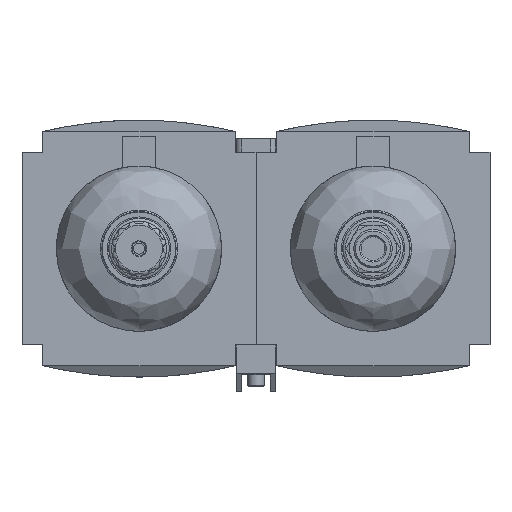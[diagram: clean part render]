
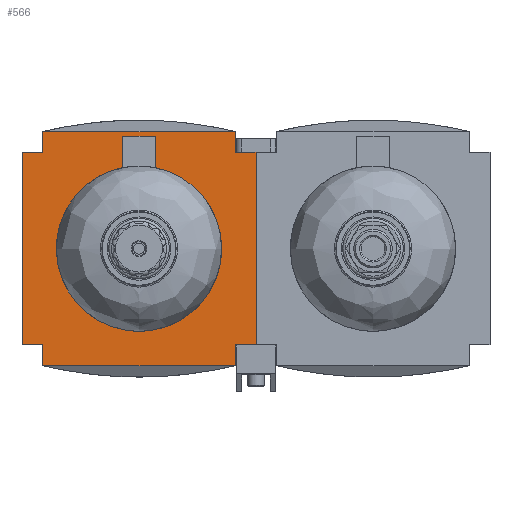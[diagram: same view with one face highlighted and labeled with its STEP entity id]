
A CAD part, front view. The second image highlights one B-rep face of the part: STEP entity #566.
In plain terms, the highlighted planar face has unit normal (0, -1, 0).
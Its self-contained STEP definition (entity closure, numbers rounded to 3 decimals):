
#566 = ADVANCED_FACE( '', ( #1744 ), #1745, .F. );
#1744 = FACE_OUTER_BOUND( '', #3965, .T. );
#1745 = PLANE( '', #3966 );
#3965 = EDGE_LOOP( '', ( #6909, #6910, #6911, #6912, #6913, #6914, #6915, #6916, #6917, #6918, #6919, #6920 ) );
#3966 = AXIS2_PLACEMENT_3D( '', #6921, #6922, #6923 );
#6909 = ORIENTED_EDGE( '', *, *, #14579, .F. );
#6910 = ORIENTED_EDGE( '', *, *, #14580, .F. );
#6911 = ORIENTED_EDGE( '', *, *, #14508, .F. );
#6912 = ORIENTED_EDGE( '', *, *, #14581, .T. );
#6913 = ORIENTED_EDGE( '', *, *, #14582, .F. );
#6914 = ORIENTED_EDGE( '', *, *, #14572, .T. );
#6915 = ORIENTED_EDGE( '', *, *, #14583, .F. );
#6916 = ORIENTED_EDGE( '', *, *, #14549, .T. );
#6917 = ORIENTED_EDGE( '', *, *, #14510, .T. );
#6918 = ORIENTED_EDGE( '', *, *, #14548, .F. );
#6919 = ORIENTED_EDGE( '', *, *, #14584, .F. );
#6920 = ORIENTED_EDGE( '', *, *, #14570, .T. );
#6921 = CARTESIAN_POINT( '', ( 0., -51., 103.36 ) );
#6922 = DIRECTION( '', ( 0., 1., 0. ) );
#6923 = DIRECTION( '', ( 0., 0., 1. ) );
#14508 = EDGE_CURVE( '', #17293, #17291, #17295, .T. );
#14510 = EDGE_CURVE( '', #17298, #17296, #17299, .T. );
#14548 = EDGE_CURVE( '', #17360, #17296, #17362, .T. );
#14549 = EDGE_CURVE( '', #17363, #17298, #17364, .T. );
#14570 = EDGE_CURVE( '', #17397, #17398, #17399, .T. );
#14572 = EDGE_CURVE( '', #17401, #17402, #17403, .T. );
#14579 = EDGE_CURVE( '', #17414, #17398, #17415, .T. );
#14580 = EDGE_CURVE( '', #17291, #17414, #17416, .T. );
#14581 = EDGE_CURVE( '', #17293, #17417, #17418, .T. );
#14582 = EDGE_CURVE( '', #17401, #17417, #17419, .T. );
#14583 = EDGE_CURVE( '', #17363, #17402, #17420, .T. );
#14584 = EDGE_CURVE( '', #17397, #17360, #17421, .T. );
#17291 = VERTEX_POINT( '', #21913 );
#17293 = VERTEX_POINT( '', #21916 );
#17295 = LINE( '', #21919, #21920 );
#17296 = VERTEX_POINT( '', #21921 );
#17298 = VERTEX_POINT( '', #21924 );
#17299 = LINE( '', #21925, #21926 );
#17360 = VERTEX_POINT( '', #22023 );
#17362 = LINE( '', #22026, #22027 );
#17363 = VERTEX_POINT( '', #22028 );
#17364 = LINE( '', #22029, #22030 );
#17397 = VERTEX_POINT( '', #22081 );
#17398 = VERTEX_POINT( '', #22082 );
#17399 = LINE( '', #22083, #22084 );
#17401 = VERTEX_POINT( '', #22086 );
#17402 = VERTEX_POINT( '', #22087 );
#17403 = LINE( '', #22088, #22089 );
#17414 = VERTEX_POINT( '', #22105 );
#17415 = LINE( '', #22106, #22107 );
#17416 = LINE( '', #22108, #22109 );
#17417 = VERTEX_POINT( '', #22110 );
#17418 = LINE( '', #22111, #22112 );
#17419 = LINE( '', #22113, #22114 );
#17420 = LINE( '', #22115, #22116 );
#17421 = LINE( '', #22117, #22118 );
#21913 = CARTESIAN_POINT( '', ( 42.5, -51., -35. ) );
#21916 = CARTESIAN_POINT( '', ( 42.5, -51., 35. ) );
#21919 = CARTESIAN_POINT( '', ( 42.5, -51., 35. ) );
#21920 = VECTOR( '', #29650, 1000. );
#21921 = CARTESIAN_POINT( '', ( -42.5, -51., -35. ) );
#21924 = CARTESIAN_POINT( '', ( -42.5, -51., 35. ) );
#21925 = CARTESIAN_POINT( '', ( -42.5, -51., 35. ) );
#21926 = VECTOR( '', #29652, 1000. );
#22023 = CARTESIAN_POINT( '', ( -35., -51., -35. ) );
#22026 = CARTESIAN_POINT( '', ( 42.5, -51., -35. ) );
#22027 = VECTOR( '', #29690, 1000. );
#22028 = CARTESIAN_POINT( '', ( -35., -51., 35. ) );
#22029 = CARTESIAN_POINT( '', ( 42.5, -51., 35. ) );
#22030 = VECTOR( '', #29691, 1000. );
#22081 = CARTESIAN_POINT( '', ( -35., -51., -42.5 ) );
#22082 = CARTESIAN_POINT( '', ( 35., -51., -42.5 ) );
#22083 = CARTESIAN_POINT( '', ( 0., -51., -42.5 ) );
#22084 = VECTOR( '', #29716, 1000. );
#22086 = CARTESIAN_POINT( '', ( 35., -51., 42.5 ) );
#22087 = CARTESIAN_POINT( '', ( -35., -51., 42.5 ) );
#22088 = CARTESIAN_POINT( '', ( 0., -51., 42.5 ) );
#22089 = VECTOR( '', #29720, 1000. );
#22105 = CARTESIAN_POINT( '', ( 35., -51., -35. ) );
#22106 = CARTESIAN_POINT( '', ( 35., -51., 42.5 ) );
#22107 = VECTOR( '', #29729, 1000. );
#22108 = CARTESIAN_POINT( '', ( 42.5, -51., -35. ) );
#22109 = VECTOR( '', #29730, 1000. );
#22110 = CARTESIAN_POINT( '', ( 35., -51., 35. ) );
#22111 = CARTESIAN_POINT( '', ( 42.5, -51., 35. ) );
#22112 = VECTOR( '', #29731, 1000. );
#22113 = CARTESIAN_POINT( '', ( 35., -51., 42.5 ) );
#22114 = VECTOR( '', #29732, 1000. );
#22115 = CARTESIAN_POINT( '', ( -35., -51., -42.5 ) );
#22116 = VECTOR( '', #29733, 1000. );
#22117 = CARTESIAN_POINT( '', ( -35., -51., -42.5 ) );
#22118 = VECTOR( '', #29734, 1000. );
#29650 = DIRECTION( '', ( 0., 0., -1. ) );
#29652 = DIRECTION( '', ( 0., 0., -1. ) );
#29690 = DIRECTION( '', ( -1., 0., 0. ) );
#29691 = DIRECTION( '', ( -1., 0., 0. ) );
#29716 = DIRECTION( '', ( 1., 0., 0. ) );
#29720 = DIRECTION( '', ( -1., 0., 0. ) );
#29729 = DIRECTION( '', ( 0., 0., -1. ) );
#29730 = DIRECTION( '', ( -1., 0., 0. ) );
#29731 = DIRECTION( '', ( -1., 0., 0. ) );
#29732 = DIRECTION( '', ( 0., 0., -1. ) );
#29733 = DIRECTION( '', ( 0., 0., 1. ) );
#29734 = DIRECTION( '', ( 0., 0., 1. ) );
